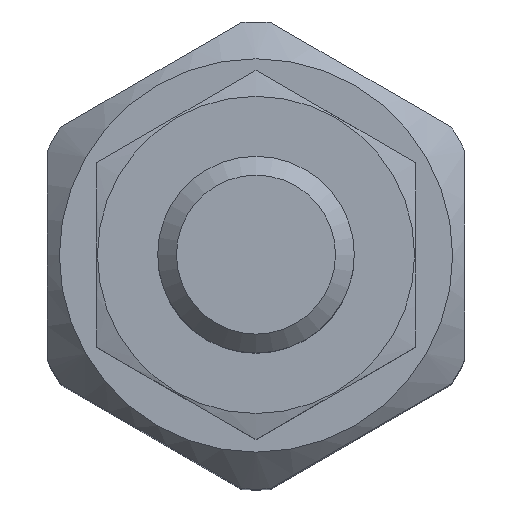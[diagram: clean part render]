
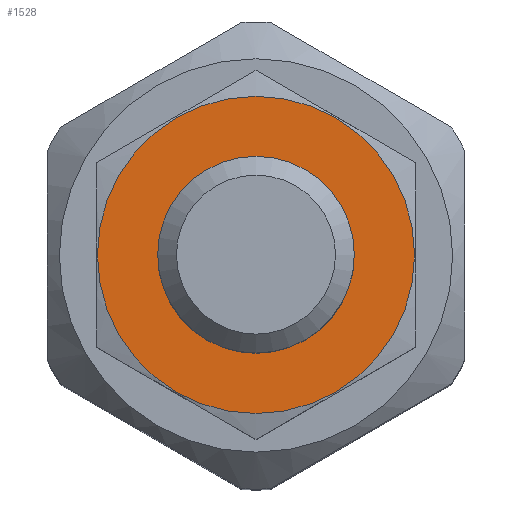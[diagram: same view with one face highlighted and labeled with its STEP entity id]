
A CAD part, top view. The second image highlights one B-rep face of the part: STEP entity #1528.
In plain terms, the highlighted face is planar.
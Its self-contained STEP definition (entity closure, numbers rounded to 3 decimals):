
#86=PLANE('',#1751);
#268=CIRCLE('',#1752,4.);
#269=CIRCLE('',#1753,6.45);
#515=ORIENTED_EDGE('',*,*,#831,.F.);
#516=ORIENTED_EDGE('',*,*,#832,.T.);
#831=EDGE_CURVE('',#1006,#1006,#268,.T.);
#832=EDGE_CURVE('',#1007,#1007,#269,.T.);
#1006=VERTEX_POINT('',#2674);
#1007=VERTEX_POINT('',#2676);
#1212=EDGE_LOOP('',(#515));
#1213=EDGE_LOOP('',(#516));
#1362=FACE_BOUND('',#1212,.T.);
#1363=FACE_BOUND('',#1213,.T.);
#1528=ADVANCED_FACE('',(#1362,#1363),#86,.F.);
#1751=AXIS2_PLACEMENT_3D('',#2672,#2087,#2088);
#1752=AXIS2_PLACEMENT_3D('',#2673,#2089,#2090);
#1753=AXIS2_PLACEMENT_3D('',#2675,#2091,#2092);
#2087=DIRECTION('',(0.,1.,0.));
#2088=DIRECTION('',(0.,0.,1.));
#2089=DIRECTION('',(0.,-1.,0.));
#2090=DIRECTION('',(0.,0.,-1.));
#2091=DIRECTION('',(0.,-1.,0.));
#2092=DIRECTION('',(0.,0.,-1.));
#2672=CARTESIAN_POINT('',(6.45,-4.,0.));
#2673=CARTESIAN_POINT('',(0.,-4.,0.));
#2674=CARTESIAN_POINT('',(0.,-4.,-4.));
#2675=CARTESIAN_POINT('',(0.,-4.,0.));
#2676=CARTESIAN_POINT('',(0.,-4.,-6.45));
